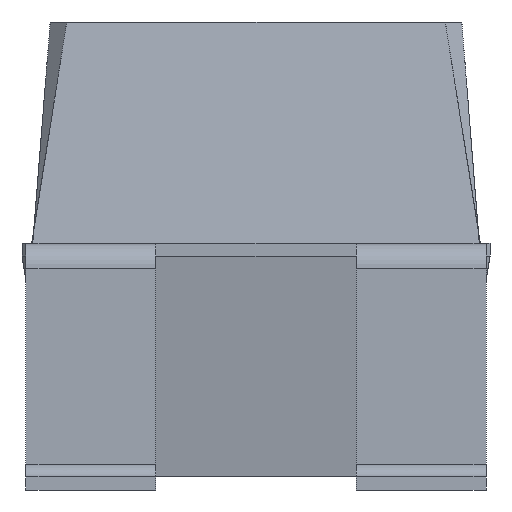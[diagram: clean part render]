
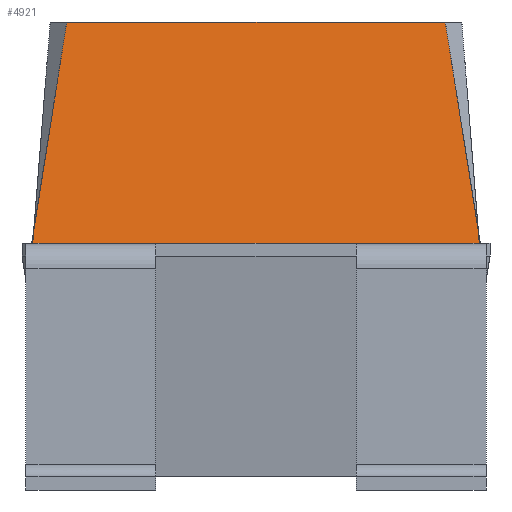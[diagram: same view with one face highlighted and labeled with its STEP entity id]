
A CAD part, front view. The second image highlights one B-rep face of the part: STEP entity #4921.
In plain terms, the highlighted free-form (B-spline) face has degree [1, 1] with [2, 2] control points.
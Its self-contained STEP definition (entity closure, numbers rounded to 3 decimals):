
#2010 = PLANE('',#2011);
#2011 = AXIS2_PLACEMENT_3D('',#2012,#2013,#2014);
#2012 = CARTESIAN_POINT('',(-0.77,-3.4,1.9));
#2013 = DIRECTION('',(-0.,0.,-1.));
#2014 = DIRECTION('',(0.,1.,0.));
#2108 = PLANE('',#2109);
#2109 = AXIS2_PLACEMENT_3D('',#2110,#2111,#2112);
#2110 = CARTESIAN_POINT('',(-1.456,-3.083,3.6));
#2111 = DIRECTION('',(0.,0.,1.));
#2112 = DIRECTION('',(0.427,0.904,0.));
#2133 = B_SPLINE_SURFACE_WITH_KNOTS('',1,1,(
(#2134,#2135)
,(#2136,#2137
)),.UNSPECIFIED.,.F.,.F.,.F.,(2,2),(2,2),(0.,0.18),(0.,1.)
,.PIECEWISE_BEZIER_KNOTS.);
#2134 = CARTESIAN_POINT('',(-1.718,-3.225,1.9));
#2135 = CARTESIAN_POINT('',(-1.583,-2.956,3.6));
#2136 = CARTESIAN_POINT('',(-1.725,-3.218,1.9));
#2137 = CARTESIAN_POINT('',(-1.456,-3.083,3.6));
#3404 = VERTEX_POINT('',#3405);
#3405 = CARTESIAN_POINT('',(-1.718,-3.225,1.9));
#3425 = EDGE_CURVE('',#3426,#3404,#3428,.T.);
#3426 = VERTEX_POINT('',#3427);
#3427 = CARTESIAN_POINT('',(-0.77,-3.225,1.9));
#3428 = SURFACE_CURVE('',#3429,(#3433,#3440),.PCURVE_S1.);
#3429 = LINE('',#3430,#3431);
#3430 = CARTESIAN_POINT('',(1.718,-3.225,1.9));
#3431 = VECTOR('',#3432,1.);
#3432 = DIRECTION('',(-1.,0.,0.));
#3433 = PCURVE('',#2010,#3434);
#3434 = DEFINITIONAL_REPRESENTATION('',(#3435),#3439);
#3435 = LINE('',#3436,#3437);
#3436 = CARTESIAN_POINT('',(0.175,2.488));
#3437 = VECTOR('',#3438,1.);
#3438 = DIRECTION('',(0.,-1.));
#3439 = ( GEOMETRIC_REPRESENTATION_CONTEXT(2)
PARAMETRIC_REPRESENTATION_CONTEXT() REPRESENTATION_CONTEXT('2D SPACE',''
) );
#3440 = PCURVE('',#3441,#3446);
#3441 = B_SPLINE_SURFACE_WITH_KNOTS('',1,1,(
(#3442,#3443)
,(#3444,#3445
)),.UNSPECIFIED.,.F.,.F.,.F.,(2,2),(2,2),(0.,3.435),(0.,1.),
.PIECEWISE_BEZIER_KNOTS.);
#3442 = CARTESIAN_POINT('',(1.718,-3.225,1.9));
#3443 = CARTESIAN_POINT('',(1.583,-2.956,3.6));
#3444 = CARTESIAN_POINT('',(-1.718,-3.225,1.9));
#3445 = CARTESIAN_POINT('',(-1.583,-2.956,3.6));
#3446 = DEFINITIONAL_REPRESENTATION('',(#3447),#3451);
#3447 = LINE('',#3448,#3449);
#3448 = CARTESIAN_POINT('',(0.,0.));
#3449 = VECTOR('',#3450,1.);
#3450 = DIRECTION('',(1.,0.));
#3451 = ( GEOMETRIC_REPRESENTATION_CONTEXT(2)
PARAMETRIC_REPRESENTATION_CONTEXT() REPRESENTATION_CONTEXT('2D SPACE',''
) );
#3467 = B_SPLINE_SURFACE_WITH_KNOTS('',1,1,(
(#3468,#3469)
,(#3470,#3471
)),.UNSPECIFIED.,.F.,.F.,.F.,(2,2),(2,2),(0.,3.51),(0.,1.),
.PIECEWISE_BEZIER_KNOTS.);
#3468 = CARTESIAN_POINT('',(1.755,-3.3,1.9));
#3469 = CARTESIAN_POINT('',(1.718,-3.225,1.9));
#3470 = CARTESIAN_POINT('',(-1.755,-3.3,1.9));
#3471 = CARTESIAN_POINT('',(-1.718,-3.225,1.9));
#3484 = VERTEX_POINT('',#3485);
#3485 = CARTESIAN_POINT('',(-1.583,-2.956,3.6));
#3506 = EDGE_CURVE('',#3507,#3484,#3509,.T.);
#3507 = VERTEX_POINT('',#3508);
#3508 = CARTESIAN_POINT('',(1.583,-2.956,3.6));
#3509 = SURFACE_CURVE('',#3510,(#3514,#3521),.PCURVE_S1.);
#3510 = LINE('',#3511,#3512);
#3511 = CARTESIAN_POINT('',(1.583,-2.956,3.6));
#3512 = VECTOR('',#3513,1.);
#3513 = DIRECTION('',(-1.,0.,0.));
#3514 = PCURVE('',#2108,#3515);
#3515 = DEFINITIONAL_REPRESENTATION('',(#3516),#3520);
#3516 = LINE('',#3517,#3518);
#3517 = CARTESIAN_POINT('',(1.412,-2.693));
#3518 = VECTOR('',#3519,1.);
#3519 = DIRECTION('',(-0.427,0.904));
#3520 = ( GEOMETRIC_REPRESENTATION_CONTEXT(2)
PARAMETRIC_REPRESENTATION_CONTEXT() REPRESENTATION_CONTEXT('2D SPACE',''
) );
#3521 = PCURVE('',#3441,#3522);
#3522 = DEFINITIONAL_REPRESENTATION('',(#3523),#3526);
#3523 = B_SPLINE_CURVE_WITH_KNOTS('',1,(#3524,#3525),.UNSPECIFIED.,.F.,
.F.,(2,2),(0.,3.166),.PIECEWISE_BEZIER_KNOTS.);
#3524 = CARTESIAN_POINT('',(0.,1.));
#3525 = CARTESIAN_POINT('',(3.435,1.));
#3526 = ( GEOMETRIC_REPRESENTATION_CONTEXT(2)
PARAMETRIC_REPRESENTATION_CONTEXT() REPRESENTATION_CONTEXT('2D SPACE',''
) );
#3544 = B_SPLINE_SURFACE_WITH_KNOTS('',1,1,(
(#3545,#3546)
,(#3547,#3548
)),.UNSPECIFIED.,.F.,.F.,.F.,(2,2),(2,2),(0.,0.18),(0.,1.)
,.PIECEWISE_BEZIER_KNOTS.);
#3545 = CARTESIAN_POINT('',(1.725,-3.218,1.9));
#3546 = CARTESIAN_POINT('',(1.456,-3.083,3.6));
#3547 = CARTESIAN_POINT('',(1.718,-3.225,1.9));
#3548 = CARTESIAN_POINT('',(1.583,-2.956,3.6));
#3643 = EDGE_CURVE('',#3404,#3484,#3644,.T.);
#3644 = SURFACE_CURVE('',#3645,(#3648,#3655),.PCURVE_S1.);
#3645 = B_SPLINE_CURVE_WITH_KNOTS('',1,(#3646,#3647),.UNSPECIFIED.,.F.,
.F.,(2,2),(0.,1.),.PIECEWISE_BEZIER_KNOTS.);
#3646 = CARTESIAN_POINT('',(-1.718,-3.225,1.9));
#3647 = CARTESIAN_POINT('',(-1.583,-2.956,3.6));
#3648 = PCURVE('',#2133,#3649);
#3649 = DEFINITIONAL_REPRESENTATION('',(#3650),#3654);
#3650 = LINE('',#3651,#3652);
#3651 = CARTESIAN_POINT('',(0.,0.));
#3652 = VECTOR('',#3653,1.);
#3653 = DIRECTION('',(0.,1.));
#3654 = ( GEOMETRIC_REPRESENTATION_CONTEXT(2)
PARAMETRIC_REPRESENTATION_CONTEXT() REPRESENTATION_CONTEXT('2D SPACE',''
) );
#3655 = PCURVE('',#3441,#3656);
#3656 = DEFINITIONAL_REPRESENTATION('',(#3657),#3661);
#3657 = LINE('',#3658,#3659);
#3658 = CARTESIAN_POINT('',(3.435,0.));
#3659 = VECTOR('',#3660,1.);
#3660 = DIRECTION('',(0.,1.));
#3661 = ( GEOMETRIC_REPRESENTATION_CONTEXT(2)
PARAMETRIC_REPRESENTATION_CONTEXT() REPRESENTATION_CONTEXT('2D SPACE',''
) );
#4873 = VERTEX_POINT('',#4874);
#4874 = CARTESIAN_POINT('',(0.77,-3.225,1.9));
#4888 = PLANE('',#4889);
#4889 = AXIS2_PLACEMENT_3D('',#4890,#4891,#4892);
#4890 = CARTESIAN_POINT('',(1.77,-3.4,1.9));
#4891 = DIRECTION('',(-0.,0.,-1.));
#4892 = DIRECTION('',(0.,1.,0.));
#4902 = EDGE_CURVE('',#4873,#3426,#4903,.T.);
#4903 = SURFACE_CURVE('',#4904,(#4908,#4914),.PCURVE_S1.);
#4904 = LINE('',#4905,#4906);
#4905 = CARTESIAN_POINT('',(1.718,-3.225,1.9));
#4906 = VECTOR('',#4907,1.);
#4907 = DIRECTION('',(-1.,0.,0.));
#4908 = PCURVE('',#3467,#4909);
#4909 = DEFINITIONAL_REPRESENTATION('',(#4910),#4913);
#4910 = B_SPLINE_CURVE_WITH_KNOTS('',1,(#4911,#4912),.UNSPECIFIED.,.F.,
.F.,(2,2),(0.,3.435),.PIECEWISE_BEZIER_KNOTS.);
#4911 = CARTESIAN_POINT('',(0.,1.));
#4912 = CARTESIAN_POINT('',(3.51,1.));
#4913 = ( GEOMETRIC_REPRESENTATION_CONTEXT(2)
PARAMETRIC_REPRESENTATION_CONTEXT() REPRESENTATION_CONTEXT('2D SPACE',''
) );
#4914 = PCURVE('',#3441,#4915);
#4915 = DEFINITIONAL_REPRESENTATION('',(#4916),#4920);
#4916 = LINE('',#4917,#4918);
#4917 = CARTESIAN_POINT('',(0.,0.));
#4918 = VECTOR('',#4919,1.);
#4919 = DIRECTION('',(1.,0.));
#4920 = ( GEOMETRIC_REPRESENTATION_CONTEXT(2)
PARAMETRIC_REPRESENTATION_CONTEXT() REPRESENTATION_CONTEXT('2D SPACE',''
) );
#4921 = ADVANCED_FACE('',(#4922),#3441,.F.);
#4922 = FACE_BOUND('',#4923,.F.);
#4923 = EDGE_LOOP('',(#4924,#4947,#4948,#4949,#4950,#4951));
#4924 = ORIENTED_EDGE('',*,*,#4925,.T.);
#4925 = EDGE_CURVE('',#4926,#4873,#4928,.T.);
#4926 = VERTEX_POINT('',#4927);
#4927 = CARTESIAN_POINT('',(1.718,-3.225,1.9));
#4928 = SURFACE_CURVE('',#4929,(#4933,#4940),.PCURVE_S1.);
#4929 = LINE('',#4930,#4931);
#4930 = CARTESIAN_POINT('',(1.718,-3.225,1.9));
#4931 = VECTOR('',#4932,1.);
#4932 = DIRECTION('',(-1.,0.,0.));
#4933 = PCURVE('',#3441,#4934);
#4934 = DEFINITIONAL_REPRESENTATION('',(#4935),#4939);
#4935 = LINE('',#4936,#4937);
#4936 = CARTESIAN_POINT('',(0.,0.));
#4937 = VECTOR('',#4938,1.);
#4938 = DIRECTION('',(1.,0.));
#4939 = ( GEOMETRIC_REPRESENTATION_CONTEXT(2)
PARAMETRIC_REPRESENTATION_CONTEXT() REPRESENTATION_CONTEXT('2D SPACE',''
) );
#4940 = PCURVE('',#4888,#4941);
#4941 = DEFINITIONAL_REPRESENTATION('',(#4942),#4946);
#4942 = LINE('',#4943,#4944);
#4943 = CARTESIAN_POINT('',(0.175,-0.053));
#4944 = VECTOR('',#4945,1.);
#4945 = DIRECTION('',(0.,-1.));
#4946 = ( GEOMETRIC_REPRESENTATION_CONTEXT(2)
PARAMETRIC_REPRESENTATION_CONTEXT() REPRESENTATION_CONTEXT('2D SPACE',''
) );
#4947 = ORIENTED_EDGE('',*,*,#4902,.T.);
#4948 = ORIENTED_EDGE('',*,*,#3425,.T.);
#4949 = ORIENTED_EDGE('',*,*,#3643,.T.);
#4950 = ORIENTED_EDGE('',*,*,#3506,.F.);
#4951 = ORIENTED_EDGE('',*,*,#4952,.F.);
#4952 = EDGE_CURVE('',#4926,#3507,#4953,.T.);
#4953 = SURFACE_CURVE('',#4954,(#4957,#4964),.PCURVE_S1.);
#4954 = B_SPLINE_CURVE_WITH_KNOTS('',1,(#4955,#4956),.UNSPECIFIED.,.F.,
.F.,(2,2),(0.,1.),.PIECEWISE_BEZIER_KNOTS.);
#4955 = CARTESIAN_POINT('',(1.718,-3.225,1.9));
#4956 = CARTESIAN_POINT('',(1.583,-2.956,3.6));
#4957 = PCURVE('',#3441,#4958);
#4958 = DEFINITIONAL_REPRESENTATION('',(#4959),#4963);
#4959 = LINE('',#4960,#4961);
#4960 = CARTESIAN_POINT('',(0.,0.));
#4961 = VECTOR('',#4962,1.);
#4962 = DIRECTION('',(0.,1.));
#4963 = ( GEOMETRIC_REPRESENTATION_CONTEXT(2)
PARAMETRIC_REPRESENTATION_CONTEXT() REPRESENTATION_CONTEXT('2D SPACE',''
) );
#4964 = PCURVE('',#3544,#4965);
#4965 = DEFINITIONAL_REPRESENTATION('',(#4966),#4970);
#4966 = LINE('',#4967,#4968);
#4967 = CARTESIAN_POINT('',(0.18,0.));
#4968 = VECTOR('',#4969,1.);
#4969 = DIRECTION('',(0.,1.));
#4970 = ( GEOMETRIC_REPRESENTATION_CONTEXT(2)
PARAMETRIC_REPRESENTATION_CONTEXT() REPRESENTATION_CONTEXT('2D SPACE',''
) );
